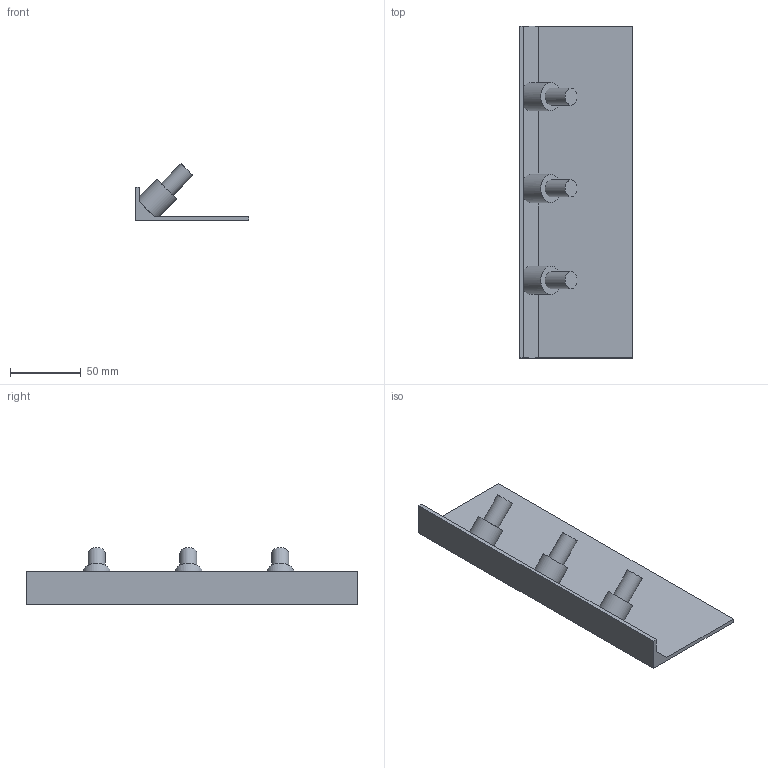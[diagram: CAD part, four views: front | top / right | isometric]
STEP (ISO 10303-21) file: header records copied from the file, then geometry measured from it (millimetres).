
FILE_DESCRIPTION(('FreeCAD Model'),'2;1');
FILE_NAME('Open CASCADE Shape Model','2022-08-01T10:07:40',('Author'),( ''),'Open CASCADE STEP processor 7.5','FreeCAD','Unknown');
FILE_SCHEMA(('AUTOMOTIVE_DESIGN { 1 0 10303 214 1 1 1 1 }'));
Length unit declared in the file: millimetre
Products named in the file (1): Body
Bounding box: 80 x 235 x 40.35 mm (x, y, z)
Volume: 104624.6 mm3; surface area: 53751.1 mm2
Topology: 1 solids, 1 shells, 24 faces, 57 edges, 38 vertices
Faces by surface type: plane 18, cylinder 6
Full cylindrical faces by diameter (mm): 12 x3, 20 x3
Entity records: 1510 total; most frequent: CARTESIAN_POINT 384, DIRECTION 197, ORIENTED_EDGE 114, PCURVE 114, DEFINITIONAL_REPRESENTATION 114, LINE 87, VECTOR 87, EDGE_CURVE 57
